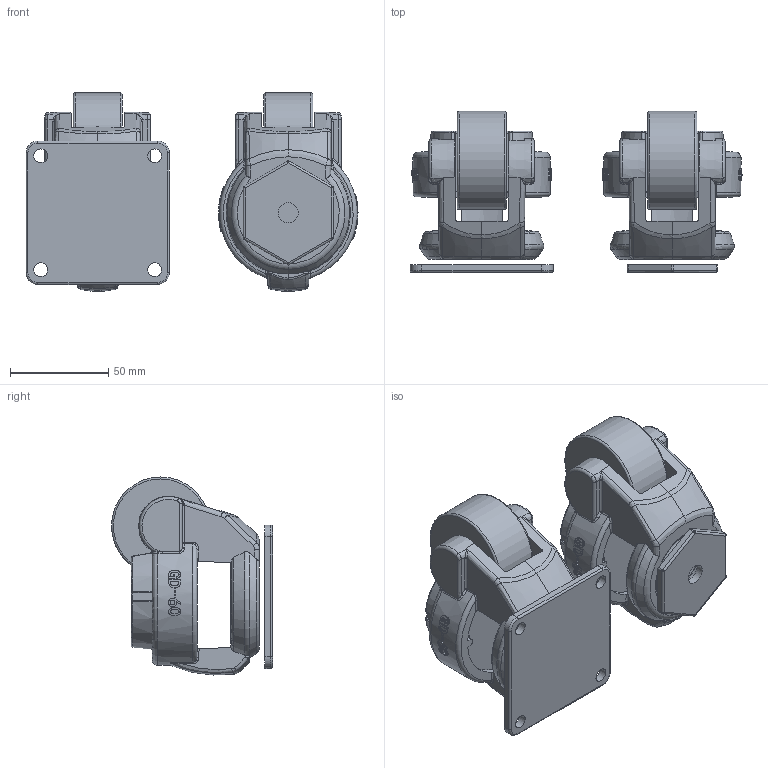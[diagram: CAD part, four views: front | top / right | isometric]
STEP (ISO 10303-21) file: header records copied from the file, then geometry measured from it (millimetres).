
FILE_DESCRIPTION(/* description */ (''),/* implementation_level */ '2;1');
FILE_NAME(/* name */ '8.7-60.stp',/* time_stamp */ '2019-08-17T10:15:49+08:00',/* author */ (''),/* organization */ (''),/* preprocessor_version */ 'ST-DEVELOPER v16',/* originating_system */ 'SIEMENS PLM Software NX 10.0',/* authorisation */ '');
FILE_SCHEMA (('AUTOMOTIVE_DESIGN { 1 0 10303 214 3 1 1 1 }'));
Length unit declared in the file: millimetre
Products named in the file (1): Admi11D05DBEcxiq
Bounding box: 169 x 82 x 100.83 mm (x, y, z)
Volume: 400528.9 mm3; surface area: 106300.1 mm2
Topology: 10 solids, 10 shells, 783 faces, 1958 edges, 1191 vertices
Faces by surface type: bspline 210, plane 162, cylinder 147, extrusion 140, torus 62, cone 36, sphere 26
Full cylindrical faces by diameter (mm): 7 x4, 10.2 x1, 50 x2
Entity records: 31180 total; most frequent: CARTESIAN_POINT 14898, ORIENTED_EDGE 3764, DIRECTION 2608, EDGE_CURVE 1882, VERTEX_POINT 1178, AXIS2_PLACEMENT_3D 982, B_SPLINE_CURVE_WITH_KNOTS 968, EDGE_LOOP 864
